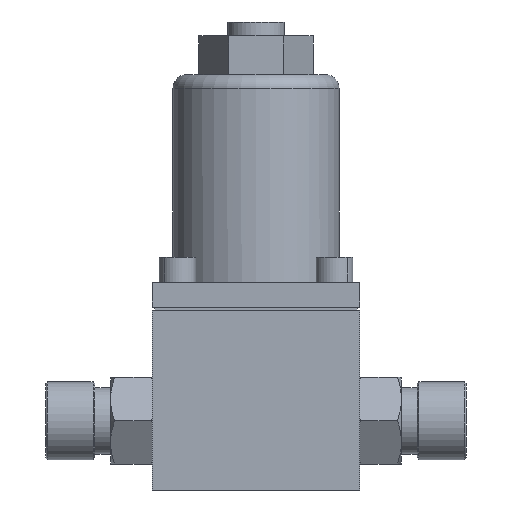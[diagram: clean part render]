
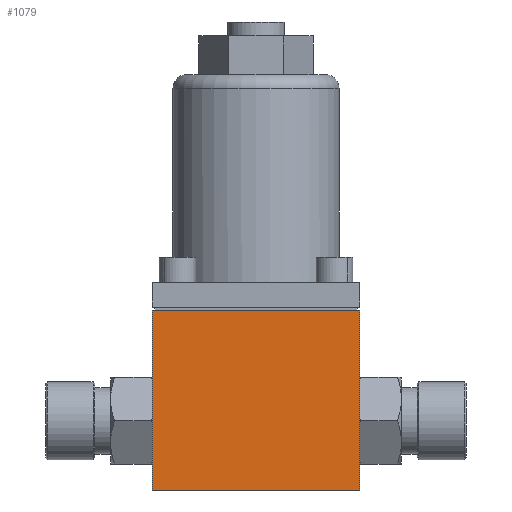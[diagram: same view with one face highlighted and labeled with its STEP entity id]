
A CAD part, front view. The second image highlights one B-rep face of the part: STEP entity #1079.
In plain terms, the highlighted planar face has unit normal (0, -1, 0).
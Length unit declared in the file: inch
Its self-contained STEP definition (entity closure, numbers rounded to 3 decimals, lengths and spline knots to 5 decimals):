
#13=DIRECTION('',(1.,0.,0.));
#14=VECTOR('',#13,1.5);
#15=CARTESIAN_POINT('',(-0.75,-0.75,0.));
#16=LINE('',#15,#14);
#37=DIRECTION('',(0.,0.,1.));
#38=VECTOR('',#37,1.3);
#39=CARTESIAN_POINT('',(0.75,-0.75,0.));
#40=LINE('',#39,#38);
#57=DIRECTION('',(1.,0.,0.));
#58=VECTOR('',#57,1.5);
#59=CARTESIAN_POINT('',(-0.75,-0.75,1.3));
#60=LINE('',#59,#58);
#61=DIRECTION('',(0.,0.,1.));
#62=VECTOR('',#61,1.3);
#63=CARTESIAN_POINT('',(-0.75,-0.75,0.));
#64=LINE('',#63,#62);
#759=CARTESIAN_POINT('',(0.75,-0.75,0.));
#761=VERTEX_POINT('',#759);
#765=CARTESIAN_POINT('',(-0.75,-0.75,0.));
#766=VERTEX_POINT('',#765);
#776=CARTESIAN_POINT('',(0.75,-0.75,1.3));
#778=VERTEX_POINT('',#776);
#779=CARTESIAN_POINT('',(-0.75,-0.75,1.3));
#780=VERTEX_POINT('',#779);
#1067=CARTESIAN_POINT('',(-0.75,-0.75,0.));
#1068=DIRECTION('',(0.,-1.,0.));
#1069=DIRECTION('',(1.,0.,0.));
#1070=AXIS2_PLACEMENT_3D('',#1067,#1068,#1069);
#1071=PLANE('',#1070);
#1072=ORIENTED_EDGE('',*,*,#1048,.T.);
#1073=ORIENTED_EDGE('',*,*,#1037,.F.);
#1074=ORIENTED_EDGE('',*,*,#1010,.F.);
#1076=ORIENTED_EDGE('',*,*,#1075,.T.);
#1077=EDGE_LOOP('',(#1072,#1073,#1074,#1076));
#1078=FACE_OUTER_BOUND('',#1077,.F.);
#1079=ADVANCED_FACE('',(#1078),#1071,.T.);
#1010=EDGE_CURVE('',#766,#761,#16,.T.);
#1037=EDGE_CURVE('',#761,#778,#40,.T.);
#1048=EDGE_CURVE('',#780,#778,#60,.T.);
#1075=EDGE_CURVE('',#766,#780,#64,.T.);
